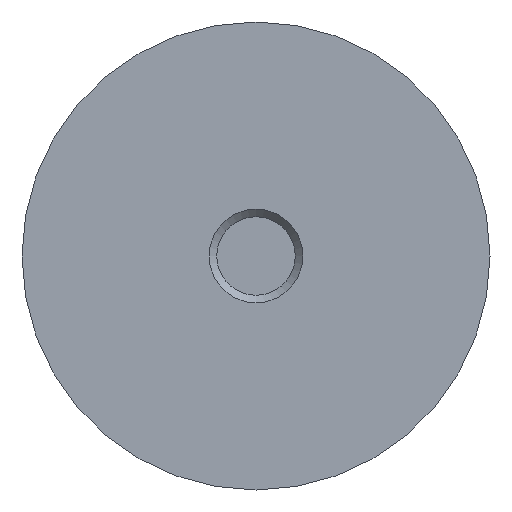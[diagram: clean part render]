
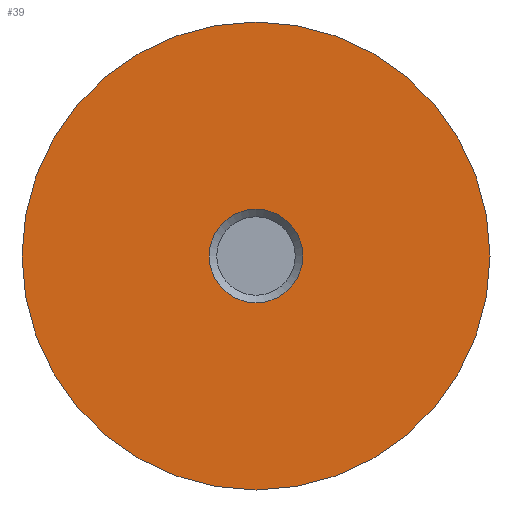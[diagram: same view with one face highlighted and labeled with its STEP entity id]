
A CAD part, front view. The second image highlights one B-rep face of the part: STEP entity #39.
In plain terms, the highlighted planar face has unit normal (0, -1, 0).
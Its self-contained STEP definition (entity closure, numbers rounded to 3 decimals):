
#39 = ADVANCED_FACE( '', ( #79, #80 ), #81, .F. );
#79 = FACE_BOUND( '', #120, .T. );
#80 = FACE_OUTER_BOUND( '', #121, .T. );
#81 = PLANE( '', #122 );
#120 = EDGE_LOOP( '', ( #161 ) );
#121 = EDGE_LOOP( '', ( #162 ) );
#122 = AXIS2_PLACEMENT_3D( '', #163, #164, #165 );
#161 = ORIENTED_EDGE( '', *, *, #203, .F. );
#162 = ORIENTED_EDGE( '', *, *, #204, .T. );
#163 = CARTESIAN_POINT( '', ( 25., -15., 0. ) );
#164 = DIRECTION( '', ( 0., 1., 0. ) );
#165 = DIRECTION( '', ( 0., 0., 1. ) );
#203 = EDGE_CURVE( '', #224, #224, #225, .T. );
#204 = EDGE_CURVE( '', #226, #226, #227, .T. );
#224 = VERTEX_POINT( '', #249 );
#225 = CIRCLE( '', #250, 5. );
#226 = VERTEX_POINT( '', #251 );
#227 = CIRCLE( '', #252, 25. );
#249 = CARTESIAN_POINT( '', ( 0., -15., -5. ) );
#250 = AXIS2_PLACEMENT_3D( '', #274, #275, #276 );
#251 = CARTESIAN_POINT( '', ( 0., -15., -25. ) );
#252 = AXIS2_PLACEMENT_3D( '', #277, #278, #279 );
#274 = CARTESIAN_POINT( '', ( 0., -15., 0. ) );
#275 = DIRECTION( '', ( 0., -1., 0. ) );
#276 = DIRECTION( '', ( 0., 0., -1. ) );
#277 = CARTESIAN_POINT( '', ( 0., -15., 0. ) );
#278 = DIRECTION( '', ( 0., -1., 0. ) );
#279 = DIRECTION( '', ( 0., 0., -1. ) );
